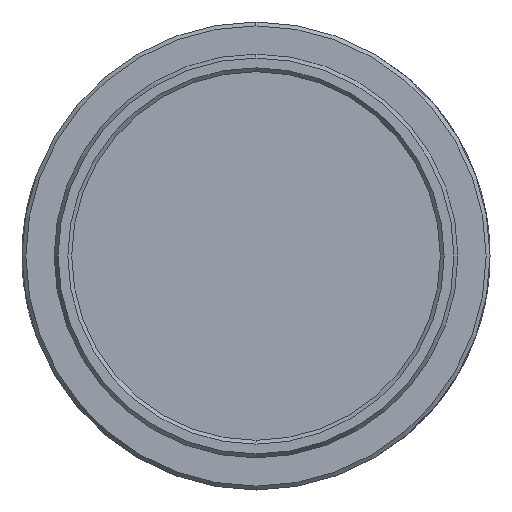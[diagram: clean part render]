
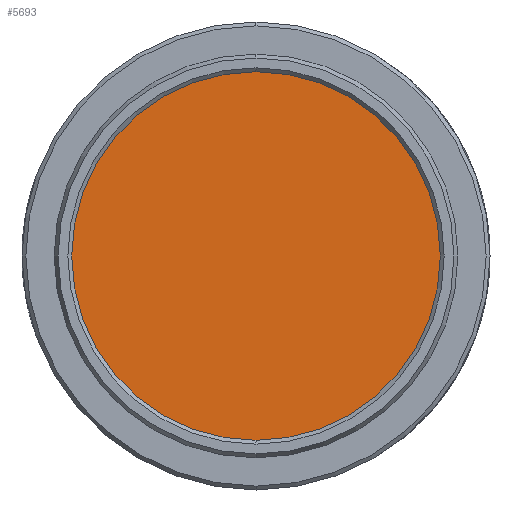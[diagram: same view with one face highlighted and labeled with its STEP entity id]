
A CAD part, left-side view. The second image highlights one B-rep face of the part: STEP entity #5693.
In plain terms, the highlighted planar face has unit normal (-1, 0, 0).
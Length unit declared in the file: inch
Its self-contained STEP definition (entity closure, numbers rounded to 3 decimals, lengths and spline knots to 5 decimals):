
#1605 = CIRCLE ( 'NONE', #8409, 0.5 ) ;
#1628 = CIRCLE ( 'NONE', #13592, 0.5 ) ;
#2297 = FACE_OUTER_BOUND ( 'NONE', #6228, .T. ) ;
#2841 = PLANE ( 'NONE',  #7327 ) ;
#2844 = CARTESIAN_POINT ( 'NONE',  ( -0.075, 0., 0. ) ) ;
#3343 = VERTEX_POINT ( 'NONE', #10422 ) ;
#3861 = ORIENTED_EDGE ( 'NONE', *, *, #4058, .F. ) ;
#3980 = CARTESIAN_POINT ( 'NONE',  ( -0.075, 0., 0. ) ) ;
#4039 = DIRECTION ( 'NONE',  ( 0., 0., -1. ) ) ;
#4043 = DIRECTION ( 'NONE',  ( 0., 0., -1. ) ) ;
#4058 = EDGE_CURVE ( 'NONE', #3343, #9182, #1628, .T. ) ;
#5414 = DIRECTION ( 'NONE',  ( 1., 0., 0. ) ) ;
#5693 = ADVANCED_FACE ( 'NONE', ( #2297 ), #2841, .F. ) ;
#6228 = EDGE_LOOP ( 'NONE', ( #3861, #12618 ) ) ;
#7327 = AXIS2_PLACEMENT_3D ( 'NONE', #3980, #10994, #4039 ) ;
#8409 = AXIS2_PLACEMENT_3D ( 'NONE', #2844, #10998, #4043 ) ;
#9182 = VERTEX_POINT ( 'NONE', #11690 ) ;
#10422 = CARTESIAN_POINT ( 'NONE',  ( -0.075, 0., -0.5 ) ) ;
#10994 = DIRECTION ( 'NONE',  ( 1., 0., 0. ) ) ;
#10998 = DIRECTION ( 'NONE',  ( 1., 0., 0. ) ) ;
#11690 = CARTESIAN_POINT ( 'NONE',  ( -0.075, 0., 0.5 ) ) ;
#12390 = CARTESIAN_POINT ( 'NONE',  ( -0.075, 0., 0. ) ) ;
#12618 = ORIENTED_EDGE ( 'NONE', *, *, #12622, .F. ) ;
#12622 = EDGE_CURVE ( 'NONE', #9182, #3343, #1605, .T. ) ;
#13538 = DIRECTION ( 'NONE',  ( 0., 0., -1. ) ) ;
#13592 = AXIS2_PLACEMENT_3D ( 'NONE', #12390, #5414, #13538 ) ;
